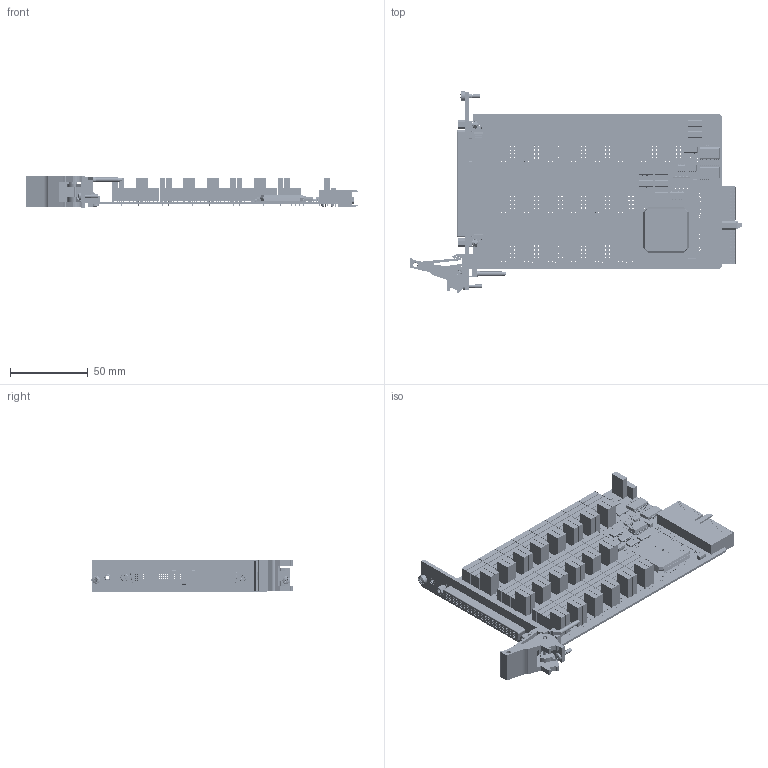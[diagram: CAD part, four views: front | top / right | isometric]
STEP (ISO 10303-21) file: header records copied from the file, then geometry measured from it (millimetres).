
FILE_DESCRIPTION (( 'STEP AP214' ), '1' );
FILE_NAME ('40-615-022-1-160-1 PXI MUX 1 BANK 160CH 1PL.STEP', '2014-02-26T10:31:30', ( 'admin' ), ( '' ), 'SwSTEP 2.0', 'SolidWorks 2012', '' );
FILE_SCHEMA (( 'AUTOMOTIVE_DESIGN' ));
Length unit declared in the file: millimetre
Products named in the file (1): 40-615-022-1-160-1 PXI MUX 1 BANK 160CH 1PL
Bounding box: 214.01 x 129.67 x 20 mm (x, y, z)
Surface area: 112020.6 mm2 (no closed solid volume)
Topology: 0 solids, 1610 shells, 8573 faces, 35940 edges, 28176 vertices
Faces by surface type: plane 5200, cylinder 3272, cone 52, bspline 32, torus 10, sphere 7
Entity records: 480356 total; most frequent: CARTESIAN_POINT 85487, DIRECTION 62236, ORIENTED_EDGE 50553, EDGE_CURVE 35939, VERTEX_POINT 28176, VECTOR 24558, LINE 24558, AXIS2_PLACEMENT_3D 18839
